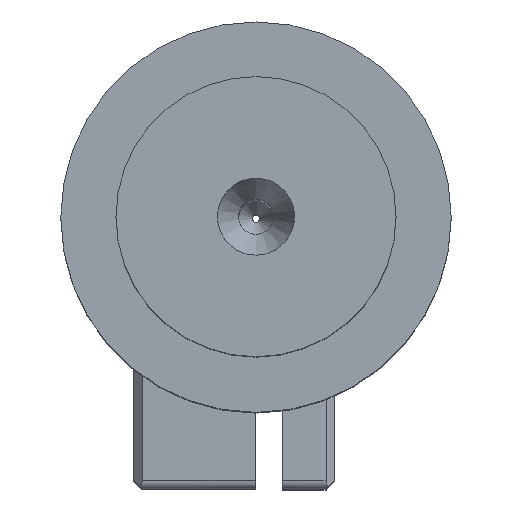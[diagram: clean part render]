
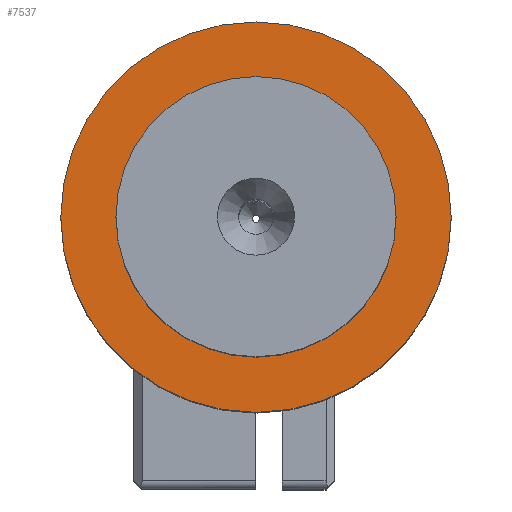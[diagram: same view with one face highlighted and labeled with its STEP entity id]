
A CAD part, top view. The second image highlights one B-rep face of the part: STEP entity #7537.
In plain terms, the highlighted planar face has unit normal (0, 0, 1).
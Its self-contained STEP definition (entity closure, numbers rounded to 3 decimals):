
#72=FACE_BOUND('',#968,.T.);
#135=PLANE('',#8071);
#253=CIRCLE('',#8069,4.455);
#254=CIRCLE('',#8070,4.455);
#255=CIRCLE('',#8072,11.15);
#256=CIRCLE('',#8073,11.15);
#512=FACE_OUTER_BOUND('',#967,.T.);
#967=EDGE_LOOP('',(#5065,#5066));
#968=EDGE_LOOP('',(#5067,#5068));
#2863=VERTEX_POINT('',#13210);
#2864=VERTEX_POINT('',#13211);
#2865=VERTEX_POINT('',#13216);
#2866=VERTEX_POINT('',#13217);
#3707=EDGE_CURVE('',#2863,#2864,#253,.T.);
#3708=EDGE_CURVE('',#2864,#2863,#254,.T.);
#3710=EDGE_CURVE('',#2865,#2866,#255,.T.);
#3711=EDGE_CURVE('',#2866,#2865,#256,.T.);
#5065=ORIENTED_EDGE('',*,*,#3710,.F.);
#5066=ORIENTED_EDGE('',*,*,#3711,.F.);
#5067=ORIENTED_EDGE('',*,*,#3707,.T.);
#5068=ORIENTED_EDGE('',*,*,#3708,.T.);
#7537=ADVANCED_FACE('',(#512,#72),#135,.T.);
#8069=AXIS2_PLACEMENT_3D('',#13212,#8902,#8903);
#8070=AXIS2_PLACEMENT_3D('',#13213,#8904,#8905);
#8071=AXIS2_PLACEMENT_3D('',#13215,#8907,#8908);
#8072=AXIS2_PLACEMENT_3D('',#13218,#8909,#8910);
#8073=AXIS2_PLACEMENT_3D('',#13219,#8911,#8912);
#8902=DIRECTION('center_axis',(0.,0.,-1.));
#8903=DIRECTION('ref_axis',(1.,0.,0.));
#8904=DIRECTION('center_axis',(0.,0.,-1.));
#8905=DIRECTION('ref_axis',(1.,0.,0.));
#8907=DIRECTION('center_axis',(0.,0.,1.));
#8908=DIRECTION('ref_axis',(1.,0.,0.));
#8909=DIRECTION('center_axis',(0.,0.,-1.));
#8910=DIRECTION('ref_axis',(1.,0.,0.));
#8911=DIRECTION('center_axis',(0.,0.,-1.));
#8912=DIRECTION('ref_axis',(1.,0.,0.));
#13210=CARTESIAN_POINT('',(0.,4.455,26.));
#13211=CARTESIAN_POINT('',(0.,-4.455,26.));
#13212=CARTESIAN_POINT('Origin',(0.,0.,26.));
#13213=CARTESIAN_POINT('Origin',(0.,0.,26.));
#13215=CARTESIAN_POINT('Origin',(0.,11.15,26.));
#13216=CARTESIAN_POINT('',(0.,11.15,26.));
#13217=CARTESIAN_POINT('',(0.,-11.15,26.));
#13218=CARTESIAN_POINT('Origin',(0.,0.,26.));
#13219=CARTESIAN_POINT('Origin',(0.,0.,26.));
